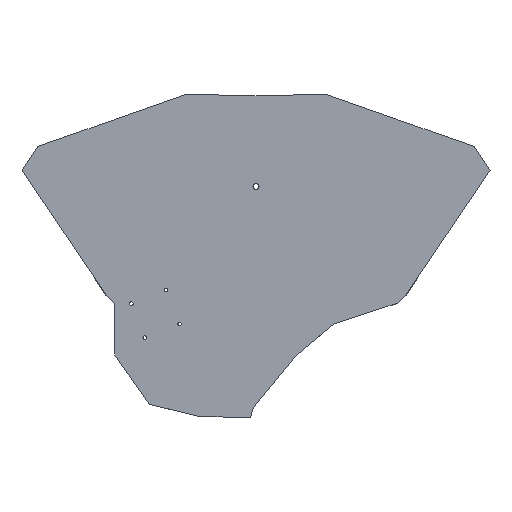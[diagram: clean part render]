
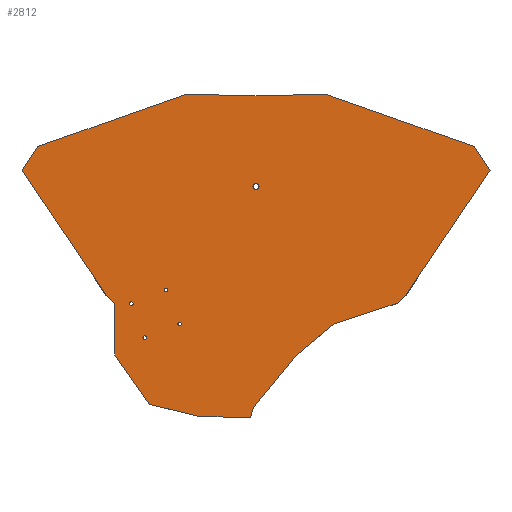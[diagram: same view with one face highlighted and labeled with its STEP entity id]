
A CAD part, top view. The second image highlights one B-rep face of the part: STEP entity #2812.
In plain terms, the highlighted planar face has unit normal (0, 0, 1).
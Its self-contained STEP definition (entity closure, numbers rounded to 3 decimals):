
#41=FACE_BOUND('',#450,.T.);
#42=FACE_BOUND('',#451,.T.);
#43=FACE_BOUND('',#452,.T.);
#44=FACE_BOUND('',#453,.T.);
#45=FACE_BOUND('',#454,.T.);
#71=CIRCLE('',#2875,1.05);
#74=CIRCLE('',#2882,1.05);
#77=CIRCLE('',#2888,1.05);
#80=CIRCLE('',#2894,1.05);
#95=CIRCLE('',#3028,1.75);
#271=FACE_OUTER_BOUND('',#449,.T.);
#449=EDGE_LOOP('',(#2508,#2509,#2510,#2511,#2512,#2513,#2514,#2515,#2516,
#2517,#2518,#2519,#2520,#2521,#2522,#2523,#2524,#2525));
#450=EDGE_LOOP('',(#2526));
#451=EDGE_LOOP('',(#2527));
#452=EDGE_LOOP('',(#2528));
#453=EDGE_LOOP('',(#2529));
#454=EDGE_LOOP('',(#2530));
#549=LINE('',#4078,#884);
#552=LINE('',#4083,#887);
#554=LINE('',#4087,#889);
#556=LINE('',#4092,#891);
#559=LINE('',#4097,#894);
#561=LINE('',#4101,#896);
#563=LINE('',#4105,#898);
#565=LINE('',#4108,#900);
#719=LINE('',#4415,#1054);
#764=LINE('',#4506,#1099);
#766=LINE('',#4510,#1101);
#768=LINE('',#4514,#1103);
#770=LINE('',#4518,#1105);
#771=LINE('',#4520,#1106);
#773=LINE('',#4524,#1108);
#775=LINE('',#4528,#1110);
#777=LINE('',#4532,#1112);
#778=LINE('',#4534,#1113);
#884=VECTOR('',#3351,10.);
#887=VECTOR('',#3356,10.);
#889=VECTOR('',#3360,10.);
#891=VECTOR('',#3364,10.);
#894=VECTOR('',#3369,10.);
#896=VECTOR('',#3373,10.);
#898=VECTOR('',#3377,10.);
#900=VECTOR('',#3381,10.);
#1054=VECTOR('',#3617,10.);
#1099=VECTOR('',#3698,10.);
#1101=VECTOR('',#3702,10.);
#1103=VECTOR('',#3706,10.);
#1105=VECTOR('',#3710,10.);
#1106=VECTOR('',#3713,10.);
#1108=VECTOR('',#3717,10.);
#1110=VECTOR('',#3721,10.);
#1112=VECTOR('',#3725,10.);
#1113=VECTOR('',#3728,10.);
#1178=VERTEX_POINT('',#3910);
#1181=VERTEX_POINT('',#3922);
#1184=VERTEX_POINT('',#3933);
#1187=VERTEX_POINT('',#3944);
#1224=VERTEX_POINT('',#4076);
#1225=VERTEX_POINT('',#4077);
#1226=VERTEX_POINT('',#4082);
#1227=VERTEX_POINT('',#4086);
#1228=VERTEX_POINT('',#4090);
#1229=VERTEX_POINT('',#4091);
#1230=VERTEX_POINT('',#4096);
#1231=VERTEX_POINT('',#4100);
#1232=VERTEX_POINT('',#4104);
#1343=VERTEX_POINT('',#4412);
#1344=VERTEX_POINT('',#4414);
#1372=VERTEX_POINT('',#4504);
#1373=VERTEX_POINT('',#4508);
#1374=VERTEX_POINT('',#4512);
#1375=VERTEX_POINT('',#4516);
#1376=VERTEX_POINT('',#4522);
#1377=VERTEX_POINT('',#4526);
#1378=VERTEX_POINT('',#4530);
#1379=VERTEX_POINT('',#4559);
#1445=EDGE_CURVE('',#1178,#1178,#71,.T.);
#1450=EDGE_CURVE('',#1181,#1181,#74,.T.);
#1455=EDGE_CURVE('',#1184,#1184,#77,.T.);
#1460=EDGE_CURVE('',#1187,#1187,#80,.T.);
#1521=EDGE_CURVE('',#1224,#1225,#549,.T.);
#1524=EDGE_CURVE('',#1225,#1226,#552,.T.);
#1526=EDGE_CURVE('',#1227,#1226,#554,.T.);
#1528=EDGE_CURVE('',#1228,#1229,#556,.T.);
#1531=EDGE_CURVE('',#1229,#1230,#559,.T.);
#1533=EDGE_CURVE('',#1231,#1230,#561,.T.);
#1535=EDGE_CURVE('',#1232,#1231,#563,.T.);
#1537=EDGE_CURVE('',#1232,#1224,#565,.T.);
#1691=EDGE_CURVE('',#1344,#1343,#719,.T.);
#1737=EDGE_CURVE('',#1227,#1372,#764,.T.);
#1739=EDGE_CURVE('',#1372,#1373,#766,.T.);
#1741=EDGE_CURVE('',#1373,#1374,#768,.T.);
#1743=EDGE_CURVE('',#1374,#1375,#770,.T.);
#1744=EDGE_CURVE('',#1375,#1344,#771,.T.);
#1746=EDGE_CURVE('',#1343,#1376,#773,.T.);
#1748=EDGE_CURVE('',#1376,#1377,#775,.T.);
#1750=EDGE_CURVE('',#1377,#1378,#777,.T.);
#1751=EDGE_CURVE('',#1378,#1228,#778,.T.);
#1763=EDGE_CURVE('',#1379,#1379,#95,.T.);
#2508=ORIENTED_EDGE('',*,*,#1737,.T.);
#2509=ORIENTED_EDGE('',*,*,#1739,.T.);
#2510=ORIENTED_EDGE('',*,*,#1741,.T.);
#2511=ORIENTED_EDGE('',*,*,#1743,.T.);
#2512=ORIENTED_EDGE('',*,*,#1744,.T.);
#2513=ORIENTED_EDGE('',*,*,#1691,.T.);
#2514=ORIENTED_EDGE('',*,*,#1746,.T.);
#2515=ORIENTED_EDGE('',*,*,#1748,.T.);
#2516=ORIENTED_EDGE('',*,*,#1750,.T.);
#2517=ORIENTED_EDGE('',*,*,#1751,.T.);
#2518=ORIENTED_EDGE('',*,*,#1528,.T.);
#2519=ORIENTED_EDGE('',*,*,#1531,.T.);
#2520=ORIENTED_EDGE('',*,*,#1533,.F.);
#2521=ORIENTED_EDGE('',*,*,#1535,.F.);
#2522=ORIENTED_EDGE('',*,*,#1537,.T.);
#2523=ORIENTED_EDGE('',*,*,#1521,.T.);
#2524=ORIENTED_EDGE('',*,*,#1524,.T.);
#2525=ORIENTED_EDGE('',*,*,#1526,.F.);
#2526=ORIENTED_EDGE('',*,*,#1450,.T.);
#2527=ORIENTED_EDGE('',*,*,#1455,.T.);
#2528=ORIENTED_EDGE('',*,*,#1460,.T.);
#2529=ORIENTED_EDGE('',*,*,#1445,.T.);
#2530=ORIENTED_EDGE('',*,*,#1763,.T.);
#2661=PLANE('',#3027);
#2812=ADVANCED_FACE('',(#271,#41,#42,#43,#44,#45),#2661,.T.);
#2875=AXIS2_PLACEMENT_3D('',#3912,#3166,#3167);
#2882=AXIS2_PLACEMENT_3D('',#3924,#3182,#3183);
#2888=AXIS2_PLACEMENT_3D('',#3935,#3196,#3197);
#2894=AXIS2_PLACEMENT_3D('',#3946,#3210,#3211);
#3027=AXIS2_PLACEMENT_3D('',#4558,#3764,#3765);
#3028=AXIS2_PLACEMENT_3D('',#4560,#3766,#3767);
#3166=DIRECTION('center_axis',(0.,0.,-1.));
#3167=DIRECTION('ref_axis',(1.,0.,0.));
#3182=DIRECTION('center_axis',(0.,0.,-1.));
#3183=DIRECTION('ref_axis',(1.,0.,0.));
#3196=DIRECTION('center_axis',(0.,0.,-1.));
#3197=DIRECTION('ref_axis',(1.,0.,0.));
#3210=DIRECTION('center_axis',(0.,0.,-1.));
#3211=DIRECTION('ref_axis',(1.,0.,0.));
#3351=DIRECTION('',(0.636,0.772,0.));
#3356=DIRECTION('',(0.767,0.642,0.));
#3360=DIRECTION('',(-0.95,-0.312,0.));
#3364=DIRECTION('',(0.,-1.,0.));
#3369=DIRECTION('',(0.574,-0.819,0.));
#3373=DIRECTION('',(-0.972,0.236,0.));
#3377=DIRECTION('',(-1.,0.029,0.));
#3381=DIRECTION('',(0.259,0.966,0.));
#3617=DIRECTION('',(-1.,0.025,0.));
#3698=DIRECTION('',(0.732,0.681,0.));
#3702=DIRECTION('',(0.56,0.829,0.));
#3706=DIRECTION('',(-0.549,0.836,0.));
#3710=DIRECTION('',(-0.943,0.333,0.));
#3713=DIRECTION('',(-1.,-0.025,0.));
#3717=DIRECTION('',(-0.943,-0.333,0.));
#3721=DIRECTION('',(-0.549,-0.836,0.));
#3725=DIRECTION('',(0.56,-0.829,0.));
#3728=DIRECTION('',(0.732,-0.681,0.));
#3764=DIRECTION('center_axis',(0.,0.,1.));
#3765=DIRECTION('ref_axis',(1.,0.,0.));
#3766=DIRECTION('center_axis',(0.,0.,-1.));
#3767=DIRECTION('ref_axis',(-1.,0.,0.));
#3910=CARTESIAN_POINT('',(-73.423,-16.64,3.));
#3912=CARTESIAN_POINT('Origin',(-72.373,-16.64,3.));
#3922=CARTESIAN_POINT('',(-53.207,-8.67,3.));
#3924=CARTESIAN_POINT('Origin',(-52.157,-8.67,3.));
#3933=CARTESIAN_POINT('',(-65.641,-36.388,3.));
#3935=CARTESIAN_POINT('Origin',(-64.591,-36.388,3.));
#3944=CARTESIAN_POINT('',(-45.424,-28.421,3.));
#3946=CARTESIAN_POINT('Origin',(-44.374,-28.421,3.));
#4076=CARTESIAN_POINT('',(-1.515,-76.887,3.));
#4077=CARTESIAN_POINT('',(23.385,-46.686,3.));
#4078=CARTESIAN_POINT('',(-1.515,-76.887,3.));
#4082=CARTESIAN_POINT('',(45.05,-28.559,3.));
#4083=CARTESIAN_POINT('',(1.72,-64.813,3.));
#4086=CARTESIAN_POINT('',(81.909,-16.453,3.));
#4087=CARTESIAN_POINT('',(81.909,-16.453,3.));
#4090=CARTESIAN_POINT('',(-81.909,-16.453,3.));
#4091=CARTESIAN_POINT('',(-81.909,-46.453,3.));
#4092=CARTESIAN_POINT('',(-81.909,-16.453,3.));
#4096=CARTESIAN_POINT('',(-61.834,-75.123,3.));
#4097=CARTESIAN_POINT('',(-81.909,-46.453,3.));
#4100=CARTESIAN_POINT('',(-33.292,-82.042,3.));
#4101=CARTESIAN_POINT('',(-33.292,-82.042,3.));
#4104=CARTESIAN_POINT('',(-3.133,-82.924,3.));
#4105=CARTESIAN_POINT('',(-3.133,-82.924,3.));
#4108=CARTESIAN_POINT('',(-4.75,-88.961,3.));
#4412=CARTESIAN_POINT('',(-40.522,105.,3.));
#4414=CARTESIAN_POINT('',(0.,104.,3.));
#4415=CARTESIAN_POINT('',(0.,104.,3.));
#4504=CARTESIAN_POINT('',(87.138,-11.592,3.));
#4506=CARTESIAN_POINT('',(87.138,-11.592,3.));
#4508=CARTESIAN_POINT('',(135.88,60.539,3.));
#4510=CARTESIAN_POINT('',(135.88,60.539,3.));
#4512=CARTESIAN_POINT('',(126.654,74.602,3.));
#4514=CARTESIAN_POINT('',(126.654,74.602,3.));
#4516=CARTESIAN_POINT('',(40.522,105.,3.));
#4518=CARTESIAN_POINT('',(40.522,105.,3.));
#4520=CARTESIAN_POINT('',(0.,104.,3.));
#4522=CARTESIAN_POINT('',(-126.654,74.602,3.));
#4524=CARTESIAN_POINT('',(-40.522,105.,3.));
#4526=CARTESIAN_POINT('',(-135.88,60.539,3.));
#4528=CARTESIAN_POINT('',(-126.654,74.602,3.));
#4530=CARTESIAN_POINT('',(-87.138,-11.592,3.));
#4532=CARTESIAN_POINT('',(-135.88,60.539,3.));
#4534=CARTESIAN_POINT('',(-87.138,-11.592,3.));
#4558=CARTESIAN_POINT('Origin',(0.,43.774,3.));
#4559=CARTESIAN_POINT('',(1.75,51.5,3.));
#4560=CARTESIAN_POINT('Origin',(0.,51.5,3.));
